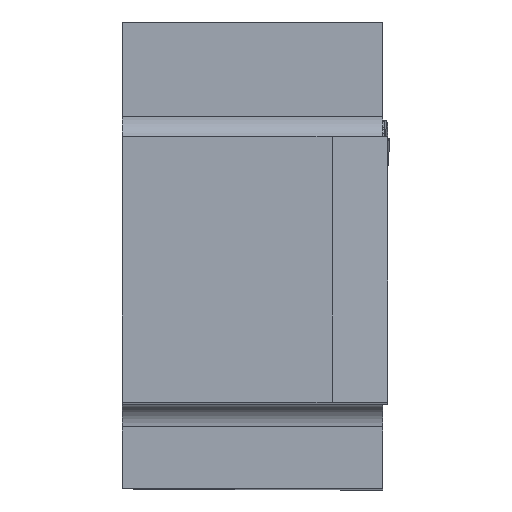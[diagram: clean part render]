
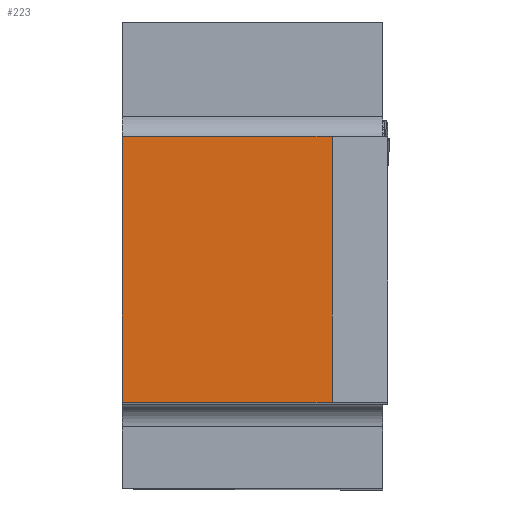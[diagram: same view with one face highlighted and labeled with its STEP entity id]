
A CAD part, top view. The second image highlights one B-rep face of the part: STEP entity #223.
In plain terms, the highlighted planar face has unit normal (0, 0, 1).
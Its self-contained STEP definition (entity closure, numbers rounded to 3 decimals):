
#223=ADVANCED_FACE('CU_BACK_SU1',(#356),#311,.F.);
#311=PLANE('',#2003);
#356=FACE_OUTER_BOUND('',#447,.T.);
#447=EDGE_LOOP('',(#966,#967,#968,#969));
#527=LINE('',#2662,#679);
#547=LINE('',#2714,#699);
#555=LINE('',#2733,#707);
#589=LINE('',#2890,#741);
#679=VECTOR('',#2144,1.);
#699=VECTOR('',#2188,1.);
#707=VECTOR('',#2202,1.);
#741=VECTOR('',#2298,1.);
#966=ORIENTED_EDGE('',*,*,#1546,.T.);
#967=ORIENTED_EDGE('',*,*,#1618,.T.);
#968=ORIENTED_EDGE('',*,*,#1556,.T.);
#969=ORIENTED_EDGE('',*,*,#1520,.F.);
#1352=VERTEX_POINT('',#2661);
#1353=VERTEX_POINT('',#2663);
#1371=VERTEX_POINT('',#2712);
#1377=VERTEX_POINT('',#2725);
#1520=EDGE_CURVE('',#1352,#1353,#527,.T.);
#1546=EDGE_CURVE('',#1352,#1371,#547,.T.);
#1556=EDGE_CURVE('',#1377,#1353,#555,.T.);
#1618=EDGE_CURVE('',#1371,#1377,#589,.T.);
#2003=AXIS2_PLACEMENT_3D('',#2891,#2299,#2300);
#2144=DIRECTION('',(0.,1.,0.));
#2188=DIRECTION('',(1.,0.,0.));
#2202=DIRECTION('',(-1.,0.,0.));
#2298=DIRECTION('',(0.,1.,0.));
#2299=DIRECTION('',(0.,0.,-1.));
#2300=DIRECTION('',(-1.,0.,0.));
#2661=CARTESIAN_POINT('',(0.,0.,0.));
#2662=CARTESIAN_POINT('',(0.,29.45,0.));
#2663=CARTESIAN_POINT('',(0.,9.45,0.));
#2712=CARTESIAN_POINT('',(7.467,0.,0.));
#2714=CARTESIAN_POINT('',(32.005,0.,0.));
#2725=CARTESIAN_POINT('',(7.467,9.45,0.));
#2733=CARTESIAN_POINT('',(32.005,9.45,0.));
#2890=CARTESIAN_POINT('',(7.467,0.,0.));
#2891=CARTESIAN_POINT('',(32.005,29.45,0.));
